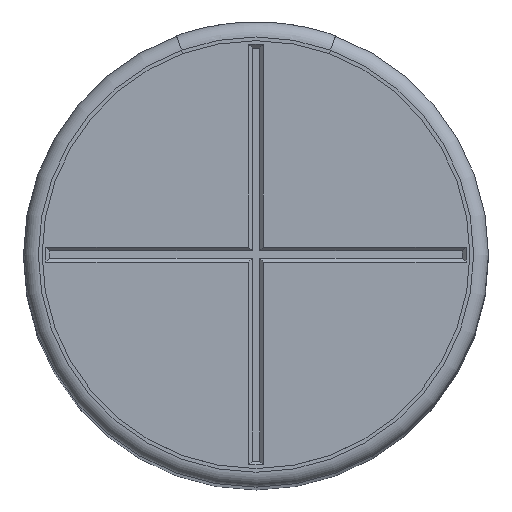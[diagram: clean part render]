
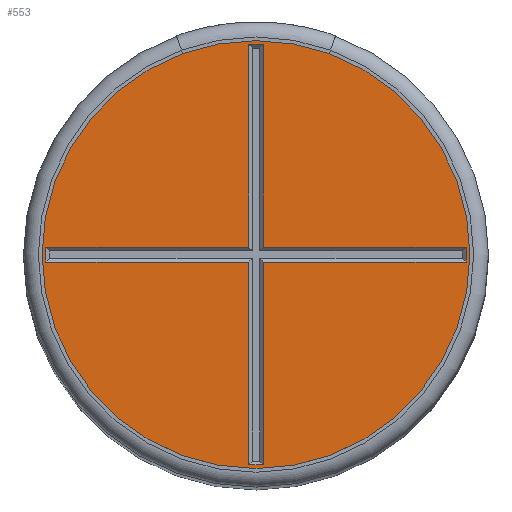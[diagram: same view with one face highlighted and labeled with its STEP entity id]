
A CAD part, top view. The second image highlights one B-rep face of the part: STEP entity #553.
In plain terms, the highlighted planar face has unit normal (0, 0, 1).
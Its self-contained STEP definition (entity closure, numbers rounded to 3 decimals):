
#553=ADVANCED_FACE('',(#1251,#1253),#1255,.T.);
#1251=FACE_BOUND('',#1252,.T.);
#1252=EDGE_LOOP('',(#1792));
#1253=FACE_BOUND('',#1254,.T.);
#1254=EDGE_LOOP('',(#1793,#1794,#1795,#1796,#1797,#1798,#1799,#1800,#1801,#1802,
#1803,#1804));
#1255=PLANE('',#1256);
#1256=AXIS2_PLACEMENT_3D('',#1257,#1258,#1259);
#1257=CARTESIAN_POINT('',(0.,0.,44.9));
#1258=DIRECTION('',(0.,0.,1.));
#1259=DIRECTION('',(1.,0.,0.));
#1792=ORIENTED_EDGE('',*,*,#2088,.T.);
#1793=ORIENTED_EDGE('',*,*,#2094,.T.);
#1794=ORIENTED_EDGE('',*,*,#2095,.T.);
#1795=ORIENTED_EDGE('',*,*,#2096,.T.);
#1796=ORIENTED_EDGE('',*,*,#2097,.T.);
#1797=ORIENTED_EDGE('',*,*,#2098,.T.);
#1798=ORIENTED_EDGE('',*,*,#2099,.T.);
#1799=ORIENTED_EDGE('',*,*,#2100,.T.);
#1800=ORIENTED_EDGE('',*,*,#2101,.T.);
#1801=ORIENTED_EDGE('',*,*,#2102,.T.);
#1802=ORIENTED_EDGE('',*,*,#2103,.T.);
#1803=ORIENTED_EDGE('',*,*,#2104,.T.);
#1804=ORIENTED_EDGE('',*,*,#2105,.T.);
#2088=EDGE_CURVE('',#2410,#2410,#2411,.T.);
#2094=EDGE_CURVE('',#2422,#2423,#2424,.F.);
#2095=EDGE_CURVE('',#2423,#2425,#2426,.F.);
#2096=EDGE_CURVE('',#2425,#2427,#2428,.F.);
#2097=EDGE_CURVE('',#2427,#2429,#2430,.F.);
#2098=EDGE_CURVE('',#2429,#2431,#2432,.F.);
#2099=EDGE_CURVE('',#2431,#2433,#2434,.F.);
#2100=EDGE_CURVE('',#2433,#2435,#2436,.F.);
#2101=EDGE_CURVE('',#2435,#2437,#2438,.F.);
#2102=EDGE_CURVE('',#2437,#2439,#2440,.F.);
#2103=EDGE_CURVE('',#2439,#2441,#2442,.F.);
#2104=EDGE_CURVE('',#2441,#2443,#2444,.F.);
#2105=EDGE_CURVE('',#2443,#2422,#2445,.F.);
#2410=VERTEX_POINT('',#3164);
#2411=CIRCLE('',#3165,5.75);
#2422=VERTEX_POINT('',#3192);
#2423=VERTEX_POINT('',#3193);
#2424=LINE('',#3194,#3195);
#2425=VERTEX_POINT('',#3197);
#2426=LINE('',#3198,#3199);
#2427=VERTEX_POINT('',#3201);
#2428=LINE('',#3202,#3203);
#2429=VERTEX_POINT('',#3205);
#2430=LINE('',#3206,#3207);
#2431=VERTEX_POINT('',#3209);
#2432=LINE('',#3210,#3211);
#2433=VERTEX_POINT('',#3213);
#2434=LINE('',#3214,#3215);
#2435=VERTEX_POINT('',#3217);
#2436=LINE('',#3218,#3219);
#2437=VERTEX_POINT('',#3221);
#2438=LINE('',#3222,#3223);
#2439=VERTEX_POINT('',#3225);
#2440=LINE('',#3226,#3227);
#2441=VERTEX_POINT('',#3229);
#2442=LINE('',#3230,#3231);
#2443=VERTEX_POINT('',#3233);
#2444=LINE('',#3234,#3235);
#2445=LINE('',#3237,#3238);
#3164=CARTESIAN_POINT('',(5.75,0.,44.9));
#3165=AXIS2_PLACEMENT_3D('',#3166,#3167,#3168);
#3166=CARTESIAN_POINT('',(0.,0.,44.9));
#3167=DIRECTION('',(0.,0.,1.));
#3168=DIRECTION('',(1.,0.,0.));
#3192=CARTESIAN_POINT('',(-0.2,-0.2,44.9));
#3193=CARTESIAN_POINT('',(-5.65,-0.2,44.9));
#3194=CARTESIAN_POINT('',(-5.65,-0.2,44.9));
#3195=VECTOR('',#3196,1.);
#3196=DIRECTION('',(1.,0.,0.));
#3197=CARTESIAN_POINT('',(-5.65,0.2,44.9));
#3198=CARTESIAN_POINT('',(-5.65,0.2,44.9));
#3199=VECTOR('',#3200,1.);
#3200=DIRECTION('',(0.,-1.,0.));
#3201=CARTESIAN_POINT('',(-0.2,0.2,44.9));
#3202=CARTESIAN_POINT('',(-0.2,0.2,44.9));
#3203=VECTOR('',#3204,1.);
#3204=DIRECTION('',(-1.,0.,0.));
#3205=CARTESIAN_POINT('',(-0.2,5.65,44.9));
#3206=CARTESIAN_POINT('',(-0.2,5.65,44.9));
#3207=VECTOR('',#3208,1.);
#3208=DIRECTION('',(0.,-1.,0.));
#3209=CARTESIAN_POINT('',(0.2,5.65,44.9));
#3210=CARTESIAN_POINT('',(0.2,5.65,44.9));
#3211=VECTOR('',#3212,1.);
#3212=DIRECTION('',(-1.,0.,0.));
#3213=CARTESIAN_POINT('',(0.2,0.2,44.9));
#3214=CARTESIAN_POINT('',(0.2,0.2,44.9));
#3215=VECTOR('',#3216,1.);
#3216=DIRECTION('',(0.,1.,0.));
#3217=CARTESIAN_POINT('',(5.65,0.2,44.9));
#3218=CARTESIAN_POINT('',(5.65,0.2,44.9));
#3219=VECTOR('',#3220,1.);
#3220=DIRECTION('',(-1.,0.,0.));
#3221=CARTESIAN_POINT('',(5.65,-0.2,44.9));
#3222=CARTESIAN_POINT('',(5.65,-0.2,44.9));
#3223=VECTOR('',#3224,1.);
#3224=DIRECTION('',(0.,1.,0.));
#3225=CARTESIAN_POINT('',(0.2,-0.2,44.9));
#3226=CARTESIAN_POINT('',(0.2,-0.2,44.9));
#3227=VECTOR('',#3228,1.);
#3228=DIRECTION('',(1.,0.,0.));
#3229=CARTESIAN_POINT('',(0.2,-5.65,44.9));
#3230=CARTESIAN_POINT('',(0.2,-5.65,44.9));
#3231=VECTOR('',#3232,1.);
#3232=DIRECTION('',(0.,1.,0.));
#3233=CARTESIAN_POINT('',(-0.2,-5.65,44.9));
#3234=CARTESIAN_POINT('',(-0.2,-5.65,44.9));
#3235=VECTOR('',#3236,1.);
#3236=DIRECTION('',(1.,0.,0.));
#3237=CARTESIAN_POINT('',(-0.2,-0.2,44.9));
#3238=VECTOR('',#3239,1.);
#3239=DIRECTION('',(0.,-1.,0.));
